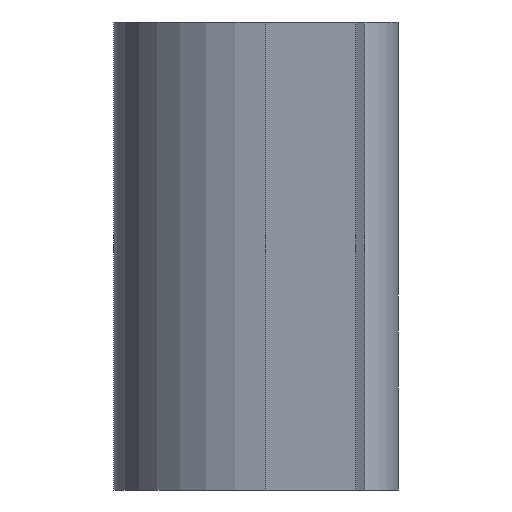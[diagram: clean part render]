
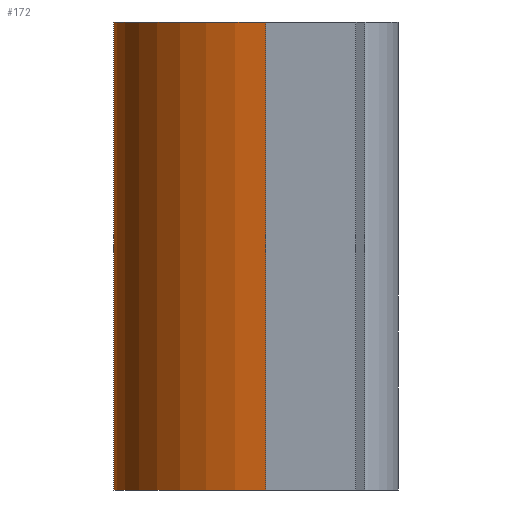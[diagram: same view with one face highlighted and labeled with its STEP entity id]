
A CAD part, left-side view. The second image highlights one B-rep face of the part: STEP entity #172.
In plain terms, the highlighted cylindrical face has radius 2.75 mm (diameter 5.5 mm), a partial arc.
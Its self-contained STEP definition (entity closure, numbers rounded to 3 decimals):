
#2 = EDGE_CURVE ( 'NONE', #62, #186, #549, .T. ) ;
#10 = EDGE_CURVE ( 'NONE', #186, #458, #544, .T. ) ;
#15 = EDGE_CURVE ( 'NONE', #421, #458, #332, .T. ) ;
#24 = DIRECTION ( 'NONE',  ( 0., 0., -1. ) ) ;
#29 = EDGE_CURVE ( 'NONE', #62, #421, #409, .T. ) ;
#40 = CARTESIAN_POINT ( 'NONE',  ( 0., 0., -3.5 ) ) ;
#43 = DIRECTION ( 'NONE',  ( 0., 0., 1. ) ) ;
#46 = DIRECTION ( 'NONE',  ( 1., 0., 0. ) ) ;
#62 = VERTEX_POINT ( 'NONE', #78 ) ;
#78 = CARTESIAN_POINT ( 'NONE',  ( 2.708, 0.478, 3.5 ) ) ;
#143 = CARTESIAN_POINT ( 'NONE',  ( -2.708, 0.478, 3.5 ) ) ;
#167 = AXIS2_PLACEMENT_3D ( 'NONE', #40, #43, #46 ) ;
#172 = ADVANCED_FACE ( 'NONE', ( #317 ), #310, .T. ) ;
#178 = AXIS2_PLACEMENT_3D ( 'NONE', #401, #240, #593 ) ;
#186 = VERTEX_POINT ( 'NONE', #143 ) ;
#240 = DIRECTION ( 'NONE',  ( 0., 0., 1. ) ) ;
#266 = CARTESIAN_POINT ( 'NONE',  ( 2.708, 0.478, 3.5 ) ) ;
#310 = CYLINDRICAL_SURFACE ( 'NONE', #611, 2.75 ) ;
#317 = FACE_OUTER_BOUND ( 'NONE', #569, .T. ) ;
#332 = CIRCLE ( 'NONE', #167, 2.75 ) ;
#372 = DIRECTION ( 'NONE',  ( 0., 0., -1. ) ) ;
#397 = VECTOR ( 'NONE', #24, 1000. ) ;
#401 = CARTESIAN_POINT ( 'NONE',  ( 0., 0., 3.5 ) ) ;
#402 = DIRECTION ( 'NONE',  ( -1., 0., 0. ) ) ;
#409 = LINE ( 'NONE', #266, #397 ) ;
#410 = CARTESIAN_POINT ( 'NONE',  ( 0., 0., 3.5 ) ) ;
#418 = VECTOR ( 'NONE', #450, 1000. ) ;
#421 = VERTEX_POINT ( 'NONE', #590 ) ;
#450 = DIRECTION ( 'NONE',  ( 0., 0., -1. ) ) ;
#458 = VERTEX_POINT ( 'NONE', #612 ) ;
#512 = CARTESIAN_POINT ( 'NONE',  ( -2.708, 0.478, 3.5 ) ) ;
#514 = ORIENTED_EDGE ( 'NONE', *, *, #29, .T. ) ;
#544 = LINE ( 'NONE', #512, #418 ) ;
#546 = ORIENTED_EDGE ( 'NONE', *, *, #10, .F. ) ;
#547 = ORIENTED_EDGE ( 'NONE', *, *, #15, .T. ) ;
#549 = CIRCLE ( 'NONE', #178, 2.75 ) ;
#569 = EDGE_LOOP ( 'NONE', ( #547, #546, #607, #514 ) ) ;
#590 = CARTESIAN_POINT ( 'NONE',  ( 2.708, 0.478, -3.5 ) ) ;
#593 = DIRECTION ( 'NONE',  ( 1., 0., 0. ) ) ;
#607 = ORIENTED_EDGE ( 'NONE', *, *, #2, .F. ) ;
#611 = AXIS2_PLACEMENT_3D ( 'NONE', #410, #372, #402 ) ;
#612 = CARTESIAN_POINT ( 'NONE',  ( -2.708, 0.478, -3.5 ) ) ;
